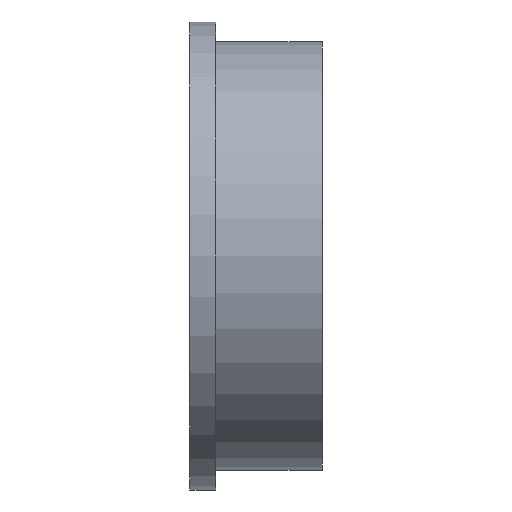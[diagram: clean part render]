
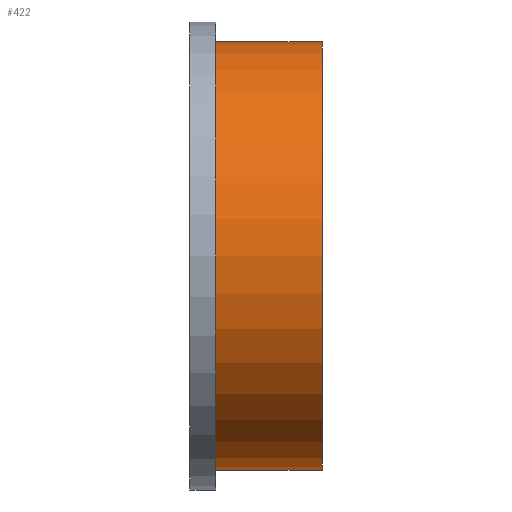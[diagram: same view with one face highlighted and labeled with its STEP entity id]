
A CAD part, left-side view. The second image highlights one B-rep face of the part: STEP entity #422.
In plain terms, the highlighted cylindrical face has radius 6.337 mm (diameter 12.675 mm), a partial arc.
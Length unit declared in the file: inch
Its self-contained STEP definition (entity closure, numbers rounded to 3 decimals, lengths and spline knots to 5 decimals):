
#2 = DIRECTION ( 'NONE',  ( 0., 1., 0. ) ) ;
#4 = ORIENTED_EDGE ( 'NONE', *, *, #209, .T. ) ;
#68 = DIRECTION ( 'NONE',  ( 0., 1., 0. ) ) ;
#81 = VERTEX_POINT ( 'NONE', #357 ) ;
#95 = CIRCLE ( 'NONE', #191, 0.2495 ) ;
#111 = CIRCLE ( 'NONE', #197, 0.2495 ) ;
#115 = VERTEX_POINT ( 'NONE', #188 ) ;
#133 = VERTEX_POINT ( 'NONE', #140 ) ;
#140 = CARTESIAN_POINT ( 'NONE',  ( 0., 0.124, -0.2495 ) ) ;
#144 = LINE ( 'NONE', #560, #527 ) ;
#149 = LINE ( 'NONE', #402, #553 ) ;
#188 = CARTESIAN_POINT ( 'NONE',  ( 0., 0.124, 0.2495 ) ) ;
#191 = AXIS2_PLACEMENT_3D ( 'NONE', #312, #2, #352 ) ;
#197 = AXIS2_PLACEMENT_3D ( 'NONE', #381, #68, #429 ) ;
#209 = EDGE_CURVE ( 'NONE', #133, #327, #149, .T. ) ;
#225 = CYLINDRICAL_SURFACE ( 'NONE', #289, 0.2495 ) ;
#278 = DIRECTION ( 'NONE',  ( 0., -1., 0. ) ) ;
#289 = AXIS2_PLACEMENT_3D ( 'NONE', #333, #278, #630 ) ;
#312 = CARTESIAN_POINT ( 'NONE',  ( 0., 0., 0. ) ) ;
#327 = VERTEX_POINT ( 'NONE', #419 ) ;
#333 = CARTESIAN_POINT ( 'NONE',  ( 0., 0.124, 0. ) ) ;
#338 = ORIENTED_EDGE ( 'NONE', *, *, #633, .T. ) ;
#352 = DIRECTION ( 'NONE',  ( 0., 0., 1. ) ) ;
#357 = CARTESIAN_POINT ( 'NONE',  ( 0., 0., 0.2495 ) ) ;
#381 = CARTESIAN_POINT ( 'NONE',  ( 0., 0.124, 0. ) ) ;
#402 = CARTESIAN_POINT ( 'NONE',  ( 0., 0.124, -0.2495 ) ) ;
#419 = CARTESIAN_POINT ( 'NONE',  ( 0., 0., -0.2495 ) ) ;
#422 = ADVANCED_FACE ( 'NONE', ( #496 ), #225, .T. ) ;
#429 = DIRECTION ( 'NONE',  ( 0., 0., 1. ) ) ;
#436 = ORIENTED_EDGE ( 'NONE', *, *, #599, .F. ) ;
#496 = FACE_OUTER_BOUND ( 'NONE', #602, .T. ) ;
#524 = ORIENTED_EDGE ( 'NONE', *, *, #622, .F. ) ;
#527 = VECTOR ( 'NONE', #629, 39.37008 ) ;
#553 = VECTOR ( 'NONE', #578, 39.37008 ) ;
#560 = CARTESIAN_POINT ( 'NONE',  ( 0., 0.124, 0.2495 ) ) ;
#578 = DIRECTION ( 'NONE',  ( 0., -1., 0. ) ) ;
#599 = EDGE_CURVE ( 'NONE', #115, #81, #144, .T. ) ;
#602 = EDGE_LOOP ( 'NONE', ( #436, #524, #4, #338 ) ) ;
#622 = EDGE_CURVE ( 'NONE', #133, #115, #111, .T. ) ;
#629 = DIRECTION ( 'NONE',  ( 0., -1., 0. ) ) ;
#630 = DIRECTION ( 'NONE',  ( 0., 0., -1. ) ) ;
#633 = EDGE_CURVE ( 'NONE', #327, #81, #95, .T. ) ;
